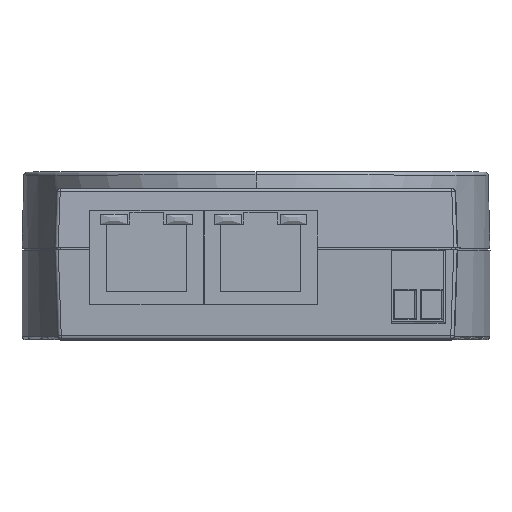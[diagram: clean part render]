
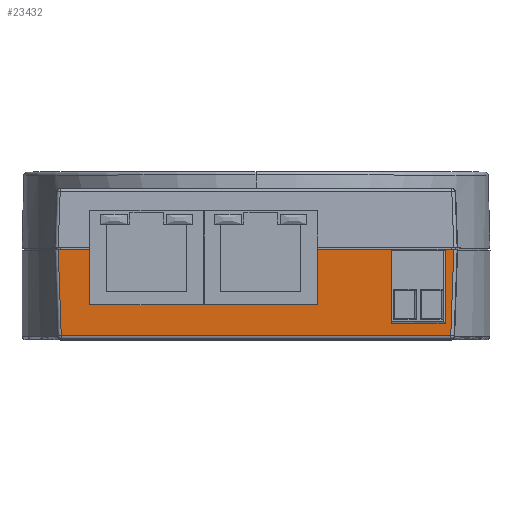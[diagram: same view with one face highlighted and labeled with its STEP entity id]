
A CAD part, top view. The second image highlights one B-rep face of the part: STEP entity #23432.
In plain terms, the highlighted planar face has unit normal (0, -0.035, 0.999).
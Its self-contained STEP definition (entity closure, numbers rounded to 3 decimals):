
#22939 = VERTEX_POINT ( 'NONE', #38107 ) ;
#22941 = EDGE_CURVE ( 'NONE', #22939, #22942, #38102, .T. ) ;
#22942 = VERTEX_POINT ( 'NONE', #38098 ) ;
#22963 = VERTEX_POINT ( 'NONE', #38115 ) ;
#22965 = EDGE_CURVE ( 'NONE', #22963, #22966, #38114, .T. ) ;
#22966 = VERTEX_POINT ( 'NONE', #38110 ) ;
#22979 = VERTEX_POINT ( 'NONE', #38140 ) ;
#22981 = EDGE_CURVE ( 'NONE', #22979, #22982, #38139, .T. ) ;
#22982 = VERTEX_POINT ( 'NONE', #38192 ) ;
#23416 = ORIENTED_EDGE ( 'NONE', *, *, #23417, .T. ) ;
#23417 = EDGE_CURVE ( 'NONE', #22939, #23418, #39791, .T. ) ;
#23418 = VERTEX_POINT ( 'NONE', #39787 ) ;
#23419 = ORIENTED_EDGE ( 'NONE', *, *, #23420, .T. ) ;
#23420 = EDGE_CURVE ( 'NONE', #23418, #23421, #39786, .T. ) ;
#23421 = VERTEX_POINT ( 'NONE', #39782 ) ;
#23422 = ORIENTED_EDGE ( 'NONE', *, *, #23423, .T. ) ;
#23423 = EDGE_CURVE ( 'NONE', #23421, #22966, #39781, .T. ) ;
#23424 = ORIENTED_EDGE ( 'NONE', *, *, #22965, .F. ) ;
#23425 = ORIENTED_EDGE ( 'NONE', *, *, #23426, .T. ) ;
#23426 = EDGE_CURVE ( 'NONE', #22963, #23427, #39777, .T. ) ;
#23427 = VERTEX_POINT ( 'NONE', #39773 ) ;
#23432 = ADVANCED_FACE ( 'NONE', ( #39768 ), #39767, .T. ) ;
#23433 = EDGE_LOOP ( 'NONE', ( #23434, #23437, #23440, #23502, #23416, #23419, #23422, #23424, #23425, #23488, #23491, #23493 ) ) ;
#23434 = ORIENTED_EDGE ( 'NONE', *, *, #23435, .F. ) ;
#23435 = EDGE_CURVE ( 'NONE', #23436, #22979, #39825, .T. ) ;
#23436 = VERTEX_POINT ( 'NONE', #39821 ) ;
#23437 = ORIENTED_EDGE ( 'NONE', *, *, #23438, .T. ) ;
#23438 = EDGE_CURVE ( 'NONE', #23436, #23439, #39820, .T. ) ;
#23439 = VERTEX_POINT ( 'NONE', #39816 ) ;
#23440 = ORIENTED_EDGE ( 'NONE', *, *, #23441, .T. ) ;
#23441 = EDGE_CURVE ( 'NONE', #23439, #22942, #39815, .T. ) ;
#23488 = ORIENTED_EDGE ( 'NONE', *, *, #23489, .T. ) ;
#23489 = EDGE_CURVE ( 'NONE', #23427, #23490, #39856, .T. ) ;
#23490 = VERTEX_POINT ( 'NONE', #39917 ) ;
#23491 = ORIENTED_EDGE ( 'NONE', *, *, #23492, .T. ) ;
#23492 = EDGE_CURVE ( 'NONE', #23490, #22982, #39916, .T. ) ;
#23493 = ORIENTED_EDGE ( 'NONE', *, *, #22981, .F. ) ;
#23502 = ORIENTED_EDGE ( 'NONE', *, *, #22941, .F. ) ;
#38098 = CARTESIAN_POINT ( 'NONE',  ( -24.8, -0.15, 50.995 ) ) ;
#38099 = DIRECTION ( 'NONE',  ( 1., 0., 0. ) ) ;
#38100 = VECTOR ( 'NONE', #38099, 1000. ) ;
#38101 = CARTESIAN_POINT ( 'NONE',  ( 30., -0.15, 50.995 ) ) ;
#38102 = LINE ( 'NONE', #38101, #38100 ) ;
#38107 = CARTESIAN_POINT ( 'NONE',  ( -29.495, -0.15, 50.995 ) ) ;
#38110 = CARTESIAN_POINT ( 'NONE',  ( 29.495, -0.15, 50.995 ) ) ;
#38111 = DIRECTION ( 'NONE',  ( 1., 0., 0. ) ) ;
#38112 = VECTOR ( 'NONE', #38111, 1000. ) ;
#38113 = CARTESIAN_POINT ( 'NONE',  ( 30., -0.15, 50.995 ) ) ;
#38114 = LINE ( 'NONE', #38113, #38112 ) ;
#38115 = CARTESIAN_POINT ( 'NONE',  ( 28.2, -0.15, 50.995 ) ) ;
#38136 = DIRECTION ( 'NONE',  ( 1., 0., 0. ) ) ;
#38137 = VECTOR ( 'NONE', #38136, 1000. ) ;
#38138 = CARTESIAN_POINT ( 'NONE',  ( -29.7, -0.15, 50.995 ) ) ;
#38139 = LINE ( 'NONE', #38138, #38137 ) ;
#38140 = CARTESIAN_POINT ( 'NONE',  ( 9.2, -0.15, 50.995 ) ) ;
#38192 = CARTESIAN_POINT ( 'NONE',  ( 20.2, -0.15, 50.995 ) ) ;
#39763 = DIRECTION ( 'NONE',  ( 0., -0.999, -0.035 ) ) ;
#39764 = DIRECTION ( 'NONE',  ( 0., -0.035, 0.999 ) ) ;
#39765 = CARTESIAN_POINT ( 'NONE',  ( 30., 0., 51. ) ) ;
#39766 = AXIS2_PLACEMENT_3D ( 'NONE', #39765, #39764, #39763 ) ;
#39767 = PLANE ( 'NONE',  #39766 ) ;
#39768 = FACE_OUTER_BOUND ( 'NONE', #23433, .T. ) ;
#39773 = CARTESIAN_POINT ( 'NONE',  ( 28.2, -11.15, 50.611 ) ) ;
#39774 = DIRECTION ( 'NONE',  ( 0., -0.999, -0.035 ) ) ;
#39775 = VECTOR ( 'NONE', #39774, 1000. ) ;
#39776 = CARTESIAN_POINT ( 'NONE',  ( 28.2, 0., 51. ) ) ;
#39777 = LINE ( 'NONE', #39776, #39775 ) ;
#39778 = DIRECTION ( 'NONE',  ( 0.035, 0.999, 0.035 ) ) ;
#39779 = VECTOR ( 'NONE', #39778, 1000. ) ;
#39780 = CARTESIAN_POINT ( 'NONE',  ( 29.501, 0.017, 51.001 ) ) ;
#39781 = LINE ( 'NONE', #39780, #39779 ) ;
#39782 = CARTESIAN_POINT ( 'NONE',  ( 29.046, -13.017, 50.545 ) ) ;
#39783 = DIRECTION ( 'NONE',  ( 1., 0., 0. ) ) ;
#39784 = VECTOR ( 'NONE', #39783, 1000. ) ;
#39785 = CARTESIAN_POINT ( 'NONE',  ( 29.529, -13.017, 50.545 ) ) ;
#39786 = LINE ( 'NONE', #39785, #39784 ) ;
#39787 = CARTESIAN_POINT ( 'NONE',  ( -29.046, -13.017, 50.545 ) ) ;
#39788 = DIRECTION ( 'NONE',  ( 0.035, -0.999, -0.035 ) ) ;
#39789 = VECTOR ( 'NONE', #39788, 1000. ) ;
#39790 = CARTESIAN_POINT ( 'NONE',  ( -29.428, -2.073, 50.928 ) ) ;
#39791 = LINE ( 'NONE', #39790, #39789 ) ;
#39812 = DIRECTION ( 'NONE',  ( 0., 0.999, 0.035 ) ) ;
#39813 = VECTOR ( 'NONE', #39812, 1000. ) ;
#39814 = CARTESIAN_POINT ( 'NONE',  ( -24.8, 0., 51. ) ) ;
#39815 = LINE ( 'NONE', #39814, #39813 ) ;
#39816 = CARTESIAN_POINT ( 'NONE',  ( -24.8, -8.36, 50.708 ) ) ;
#39817 = DIRECTION ( 'NONE',  ( -1., 0., 0. ) ) ;
#39818 = VECTOR ( 'NONE', #39817, 1000. ) ;
#39819 = CARTESIAN_POINT ( 'NONE',  ( 30., -8.36, 50.708 ) ) ;
#39820 = LINE ( 'NONE', #39819, #39818 ) ;
#39821 = CARTESIAN_POINT ( 'NONE',  ( 9.2, -8.36, 50.708 ) ) ;
#39822 = DIRECTION ( 'NONE',  ( 0., 0.999, 0.035 ) ) ;
#39823 = VECTOR ( 'NONE', #39822, 1000. ) ;
#39824 = CARTESIAN_POINT ( 'NONE',  ( 9.2, 0., 51. ) ) ;
#39825 = LINE ( 'NONE', #39824, #39823 ) ;
#39856 = LINE ( 'NONE', #39920, #39919 ) ;
#39913 = DIRECTION ( 'NONE',  ( 0., 0.999, 0.035 ) ) ;
#39914 = VECTOR ( 'NONE', #39913, 1000. ) ;
#39915 = CARTESIAN_POINT ( 'NONE',  ( 20.2, 5.675, 51.198 ) ) ;
#39916 = LINE ( 'NONE', #39915, #39914 ) ;
#39917 = CARTESIAN_POINT ( 'NONE',  ( 20.2, -11.15, 50.611 ) ) ;
#39918 = DIRECTION ( 'NONE',  ( -1., 0., 0. ) ) ;
#39919 = VECTOR ( 'NONE', #39918, 1000. ) ;
#39920 = CARTESIAN_POINT ( 'NONE',  ( 30., -11.15, 50.611 ) ) ;
